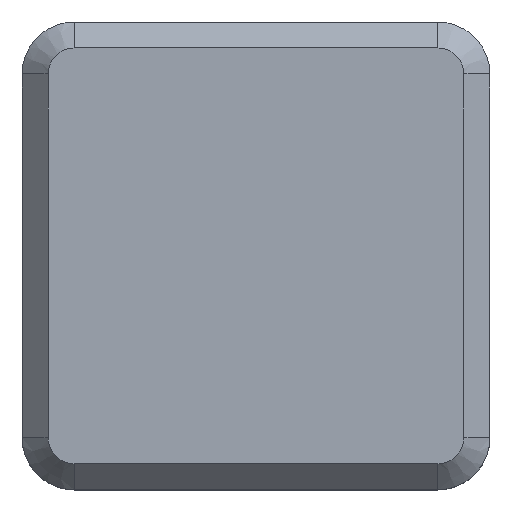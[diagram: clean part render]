
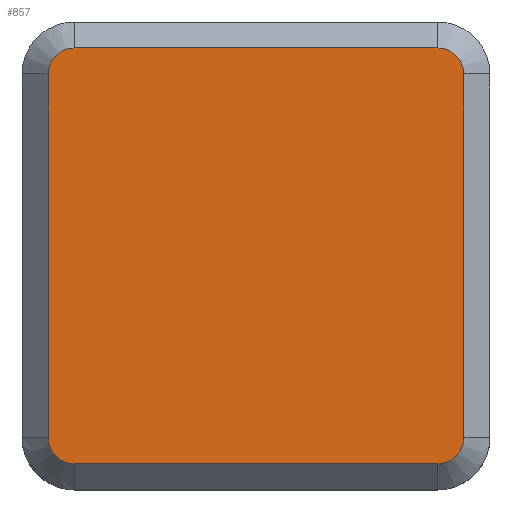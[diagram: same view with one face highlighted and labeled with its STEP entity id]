
A CAD part, top view. The second image highlights one B-rep face of the part: STEP entity #857.
In plain terms, the highlighted planar face has unit normal (0, 0, 1).
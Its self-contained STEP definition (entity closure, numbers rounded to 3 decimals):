
#44=CIRCLE('',#931,1.);
#45=CIRCLE('',#932,1.);
#46=CIRCLE('',#933,1.);
#47=CIRCLE('',#934,1.);
#79=FACE_OUTER_BOUND('',#130,.T.);
#130=EDGE_LOOP('',(#657,#658,#659,#660,#661,#662,#663,#664));
#226=LINE('',#1387,#322);
#227=LINE('',#1391,#323);
#228=LINE('',#1395,#324);
#229=LINE('',#1399,#325);
#322=VECTOR('',#1101,1000.);
#323=VECTOR('',#1104,1000.);
#324=VECTOR('',#1107,1000.);
#325=VECTOR('',#1110,1000.);
#416=VERTEX_POINT('',#1385);
#417=VERTEX_POINT('',#1386);
#418=VERTEX_POINT('',#1388);
#419=VERTEX_POINT('',#1390);
#420=VERTEX_POINT('',#1392);
#421=VERTEX_POINT('',#1394);
#422=VERTEX_POINT('',#1396);
#423=VERTEX_POINT('',#1398);
#508=EDGE_CURVE('',#416,#417,#226,.T.);
#509=EDGE_CURVE('',#417,#418,#44,.T.);
#510=EDGE_CURVE('',#418,#419,#227,.T.);
#511=EDGE_CURVE('',#419,#420,#45,.T.);
#512=EDGE_CURVE('',#420,#421,#228,.T.);
#513=EDGE_CURVE('',#421,#422,#46,.T.);
#514=EDGE_CURVE('',#422,#423,#229,.T.);
#515=EDGE_CURVE('',#423,#416,#47,.T.);
#657=ORIENTED_EDGE('',*,*,#508,.T.);
#658=ORIENTED_EDGE('',*,*,#509,.T.);
#659=ORIENTED_EDGE('',*,*,#510,.T.);
#660=ORIENTED_EDGE('',*,*,#511,.T.);
#661=ORIENTED_EDGE('',*,*,#512,.T.);
#662=ORIENTED_EDGE('',*,*,#513,.T.);
#663=ORIENTED_EDGE('',*,*,#514,.T.);
#664=ORIENTED_EDGE('',*,*,#515,.T.);
#824=PLANE('',#930);
#857=ADVANCED_FACE('',(#79),#824,.F.);
#930=AXIS2_PLACEMENT_3D('',#1384,#1099,#1100);
#931=AXIS2_PLACEMENT_3D('',#1389,#1102,#1103);
#932=AXIS2_PLACEMENT_3D('',#1393,#1105,#1106);
#933=AXIS2_PLACEMENT_3D('',#1397,#1108,#1109);
#934=AXIS2_PLACEMENT_3D('',#1400,#1111,#1112);
#1099=DIRECTION('center_axis',(0.,0.,-1.));
#1100=DIRECTION('ref_axis',(-1.,0.,0.));
#1101=DIRECTION('',(-1.,0.,0.));
#1102=DIRECTION('center_axis',(0.,0.,1.));
#1103=DIRECTION('ref_axis',(-1.,0.,0.));
#1104=DIRECTION('',(0.,-1.,0.));
#1105=DIRECTION('center_axis',(0.,0.,1.));
#1106=DIRECTION('ref_axis',(-1.,0.,0.));
#1107=DIRECTION('',(1.,0.,0.));
#1108=DIRECTION('center_axis',(0.,0.,1.));
#1109=DIRECTION('ref_axis',(-1.,0.,0.));
#1110=DIRECTION('',(0.,1.,0.));
#1111=DIRECTION('center_axis',(0.,0.,1.));
#1112=DIRECTION('ref_axis',(-1.,0.,0.));
#1384=CARTESIAN_POINT('Origin',(0.,0.,7.));
#1385=CARTESIAN_POINT('',(16.,17.,7.));
#1386=CARTESIAN_POINT('',(2.,17.,7.));
#1387=CARTESIAN_POINT('',(0.,17.,7.));
#1388=CARTESIAN_POINT('',(1.,16.,7.));
#1389=CARTESIAN_POINT('Origin',(2.,16.,7.));
#1390=CARTESIAN_POINT('',(1.,2.,7.));
#1391=CARTESIAN_POINT('',(1.,0.,7.));
#1392=CARTESIAN_POINT('',(2.,1.,7.));
#1393=CARTESIAN_POINT('Origin',(2.,2.,7.));
#1394=CARTESIAN_POINT('',(16.,1.,7.));
#1395=CARTESIAN_POINT('',(0.,1.,7.));
#1396=CARTESIAN_POINT('',(17.,2.,7.));
#1397=CARTESIAN_POINT('Origin',(16.,2.,7.));
#1398=CARTESIAN_POINT('',(17.,16.,7.));
#1399=CARTESIAN_POINT('',(17.,0.,7.));
#1400=CARTESIAN_POINT('Origin',(16.,16.,7.));
